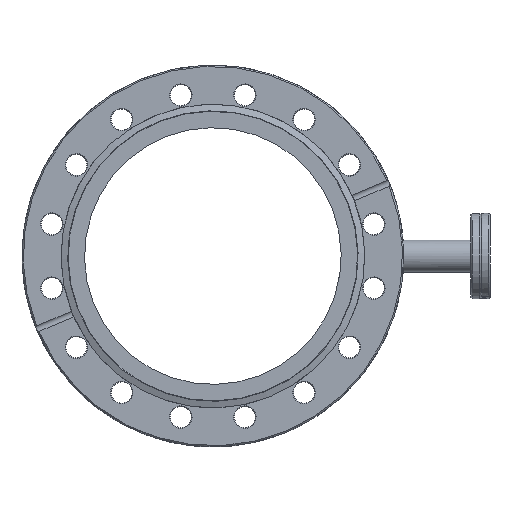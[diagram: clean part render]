
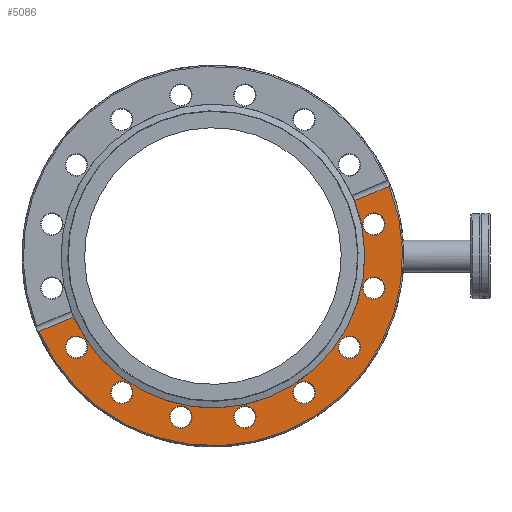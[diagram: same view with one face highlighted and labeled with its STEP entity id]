
A CAD part, front view. The second image highlights one B-rep face of the part: STEP entity #5086.
In plain terms, the highlighted planar face has unit normal (0, -1, 0).
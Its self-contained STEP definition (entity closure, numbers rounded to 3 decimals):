
#164=PLANE('',#5492);
#305=FACE_BOUND('',#889,.T.);
#306=FACE_BOUND('',#890,.T.);
#307=FACE_BOUND('',#891,.T.);
#308=FACE_BOUND('',#892,.T.);
#309=FACE_BOUND('',#893,.T.);
#310=FACE_BOUND('',#894,.T.);
#311=FACE_BOUND('',#895,.T.);
#312=FACE_BOUND('',#896,.T.);
#377=CIRCLE('',#5489,75.3);
#379=CIRCLE('',#5493,60.3);
#380=CIRCLE('',#5494,60.3);
#381=CIRCLE('',#5495,4.45);
#382=CIRCLE('',#5496,4.45);
#383=CIRCLE('',#5497,4.45);
#384=CIRCLE('',#5498,4.45);
#385=CIRCLE('',#5499,4.45);
#386=CIRCLE('',#5500,4.45);
#387=CIRCLE('',#5501,4.45);
#388=CIRCLE('',#5502,4.45);
#594=FACE_OUTER_BOUND('',#888,.T.);
#888=EDGE_LOOP('',(#3474,#3475,#3476,#3477,#3478));
#889=EDGE_LOOP('',(#3479));
#890=EDGE_LOOP('',(#3480));
#891=EDGE_LOOP('',(#3481));
#892=EDGE_LOOP('',(#3482));
#893=EDGE_LOOP('',(#3483));
#894=EDGE_LOOP('',(#3484));
#895=EDGE_LOOP('',(#3485));
#896=EDGE_LOOP('',(#3486));
#1243=LINE('',#7301,#1544);
#1244=LINE('',#7322,#1545);
#1544=VECTOR('',#5952,10.);
#1545=VECTOR('',#5955,10.);
#2116=VERTEX_POINT('',#7266);
#2119=VERTEX_POINT('',#7286);
#2121=VERTEX_POINT('',#7312);
#2122=VERTEX_POINT('',#7321);
#2124=VERTEX_POINT('',#7344);
#2125=VERTEX_POINT('',#7347);
#2126=VERTEX_POINT('',#7349);
#2127=VERTEX_POINT('',#7351);
#2128=VERTEX_POINT('',#7353);
#2129=VERTEX_POINT('',#7355);
#2130=VERTEX_POINT('',#7357);
#2131=VERTEX_POINT('',#7359);
#2132=VERTEX_POINT('',#7361);
#2650=EDGE_CURVE('',#2116,#2119,#1243,.T.);
#2653=EDGE_CURVE('',#2122,#2121,#1244,.T.);
#2656=EDGE_CURVE('',#2116,#2121,#377,.T.);
#2658=EDGE_CURVE('',#2119,#2124,#379,.T.);
#2659=EDGE_CURVE('',#2124,#2122,#380,.T.);
#2660=EDGE_CURVE('',#2125,#2125,#381,.T.);
#2661=EDGE_CURVE('',#2126,#2126,#382,.T.);
#2662=EDGE_CURVE('',#2127,#2127,#383,.T.);
#2663=EDGE_CURVE('',#2128,#2128,#384,.T.);
#2664=EDGE_CURVE('',#2129,#2129,#385,.T.);
#2665=EDGE_CURVE('',#2130,#2130,#386,.T.);
#2666=EDGE_CURVE('',#2131,#2131,#387,.T.);
#2667=EDGE_CURVE('',#2132,#2132,#388,.T.);
#3474=ORIENTED_EDGE('',*,*,#2653,.T.);
#3475=ORIENTED_EDGE('',*,*,#2656,.F.);
#3476=ORIENTED_EDGE('',*,*,#2650,.T.);
#3477=ORIENTED_EDGE('',*,*,#2658,.T.);
#3478=ORIENTED_EDGE('',*,*,#2659,.T.);
#3479=ORIENTED_EDGE('',*,*,#2660,.F.);
#3480=ORIENTED_EDGE('',*,*,#2661,.F.);
#3481=ORIENTED_EDGE('',*,*,#2662,.F.);
#3482=ORIENTED_EDGE('',*,*,#2663,.F.);
#3483=ORIENTED_EDGE('',*,*,#2664,.F.);
#3484=ORIENTED_EDGE('',*,*,#2665,.F.);
#3485=ORIENTED_EDGE('',*,*,#2666,.F.);
#3486=ORIENTED_EDGE('',*,*,#2667,.F.);
#5086=ADVANCED_FACE('',(#594,#305,#306,#307,#308,#309,#310,#311,#312),#164,
 .T.);
#5489=AXIS2_PLACEMENT_3D('',#7340,#5959,#5960);
#5492=AXIS2_PLACEMENT_3D('',#7343,#5965,#5966);
#5493=AXIS2_PLACEMENT_3D('',#7345,#5967,#5968);
#5494=AXIS2_PLACEMENT_3D('',#7346,#5969,#5970);
#5495=AXIS2_PLACEMENT_3D('',#7348,#5971,#5972);
#5496=AXIS2_PLACEMENT_3D('',#7350,#5973,#5974);
#5497=AXIS2_PLACEMENT_3D('',#7352,#5975,#5976);
#5498=AXIS2_PLACEMENT_3D('',#7354,#5977,#5978);
#5499=AXIS2_PLACEMENT_3D('',#7356,#5979,#5980);
#5500=AXIS2_PLACEMENT_3D('',#7358,#5981,#5982);
#5501=AXIS2_PLACEMENT_3D('',#7360,#5983,#5984);
#5502=AXIS2_PLACEMENT_3D('',#7362,#5985,#5986);
#5952=DIRECTION('',(-0.981,0.,-0.195));
#5955=DIRECTION('',(-0.981,0.,-0.195));
#5959=DIRECTION('center_axis',(0.,1.,0.));
#5960=DIRECTION('ref_axis',(1.,0.,0.));
#5965=DIRECTION('center_axis',(0.,-1.,0.));
#5966=DIRECTION('ref_axis',(0.,0.,-1.));
#5967=DIRECTION('center_axis',(0.,1.,0.));
#5968=DIRECTION('ref_axis',(1.,0.,0.));
#5969=DIRECTION('center_axis',(0.,1.,0.));
#5970=DIRECTION('ref_axis',(1.,0.,0.));
#5971=DIRECTION('center_axis',(0.,-1.,0.));
#5972=DIRECTION('ref_axis',(0.924,0.,0.383));
#5973=DIRECTION('center_axis',(0.,-1.,0.));
#5974=DIRECTION('ref_axis',(0.383,0.,0.924));
#5975=DIRECTION('center_axis',(0.,-1.,0.));
#5976=DIRECTION('ref_axis',(0.383,0.,-0.924));
#5977=DIRECTION('center_axis',(0.,-1.,0.));
#5978=DIRECTION('ref_axis',(0.924,0.,-0.383));
#5979=DIRECTION('center_axis',(0.,-1.,0.));
#5980=DIRECTION('ref_axis',(1.,0.,0.));
#5981=DIRECTION('center_axis',(0.,-1.,0.));
#5982=DIRECTION('ref_axis',(0.707,0.,-0.707));
#5983=DIRECTION('center_axis',(0.,-1.,0.));
#5984=DIRECTION('ref_axis',(0.,0.,1.));
#5985=DIRECTION('center_axis',(0.,-1.,0.));
#5986=DIRECTION('ref_axis',(0.707,0.,0.707));
#7266=CARTESIAN_POINT('',(74.078,0.,13.511));
#7286=CARTESIAN_POINT('',(59.364,0.,10.585));
#7301=CARTESIAN_POINT('',(74.578,0.,13.611));
#7312=CARTESIAN_POINT('',(-73.61,0.,-15.865));
#7321=CARTESIAN_POINT('',(-58.896,0.,-12.939));
#7322=CARTESIAN_POINT('',(74.578,0.,13.611));
#7340=CARTESIAN_POINT('Origin',(0.,0.,0.));
#7343=CARTESIAN_POINT('Origin',(-75.8,0.,0.));
#7344=CARTESIAN_POINT('',(60.3,0.,0.));
#7345=CARTESIAN_POINT('Origin',(0.,0.,0.));
#7346=CARTESIAN_POINT('Origin',(0.,0.,0.));
#7347=CARTESIAN_POINT('',(20.821,0.,-61.894));
#7348=CARTESIAN_POINT('Origin',(24.932,0.,
-60.191));
#7349=CARTESIAN_POINT('',(58.488,0.,-29.043));
#7350=CARTESIAN_POINT('Origin',(60.191,0.,
-24.932));
#7351=CARTESIAN_POINT('',(-61.894,0.,-20.821));
#7352=CARTESIAN_POINT('Origin',(-60.191,0.,
-24.932));
#7353=CARTESIAN_POINT('',(-29.043,0.,-58.488));
#7354=CARTESIAN_POINT('Origin',(-24.932,0.,
-60.191));
#7355=CARTESIAN_POINT('',(-4.45,0.,-65.15));
#7356=CARTESIAN_POINT('Origin',(0.,0.,-65.15));
#7357=CARTESIAN_POINT('',(-49.215,0.,-42.921));
#7358=CARTESIAN_POINT('Origin',(-46.068,0.,
-46.068));
#7359=CARTESIAN_POINT('',(65.15,0.,-4.45));
#7360=CARTESIAN_POINT('Origin',(65.15,0.,0.));
#7361=CARTESIAN_POINT('',(42.921,0.,-49.215));
#7362=CARTESIAN_POINT('Origin',(46.068,0.,
-46.068));
